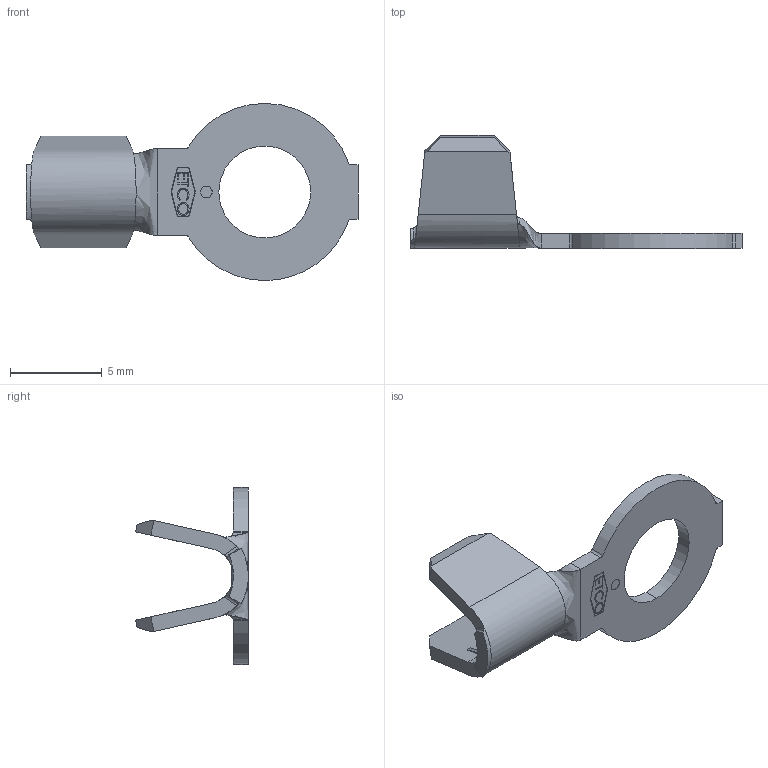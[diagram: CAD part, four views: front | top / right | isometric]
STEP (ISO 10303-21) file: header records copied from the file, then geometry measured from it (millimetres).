
FILE_DESCRIPTION (( 'STEP AP203' ), '1' );
FILE_NAME ('01865.STEP', '2015-02-06T18:25:35', ( '' ), ( '' ), 'SwSTEP 2.0', 'SolidWorks 2014', '' );
FILE_SCHEMA (( 'CONFIG_CONTROL_DESIGN' ));
Length unit declared in the file: inch
Products named in the file (1): 01865
Bounding box: 18.08 x 6.15 x 9.65 mm (x, y, z)
Volume: 108.6 mm3; surface area: 338.3 mm2
Topology: 1 solids, 1 shells, 168 faces, 432 edges, 274 vertices
Faces by surface type: plane 106, bspline 29, cylinder 23, cone 10
Entity records: 6555 total; most frequent: CARTESIAN_POINT 2632, ORIENTED_EDGE 864, DIRECTION 674, EDGE_CURVE 432, LINE 310, VECTOR 310, VERTEX_POINT 274, AXIS2_PLACEMENT_3D 182
